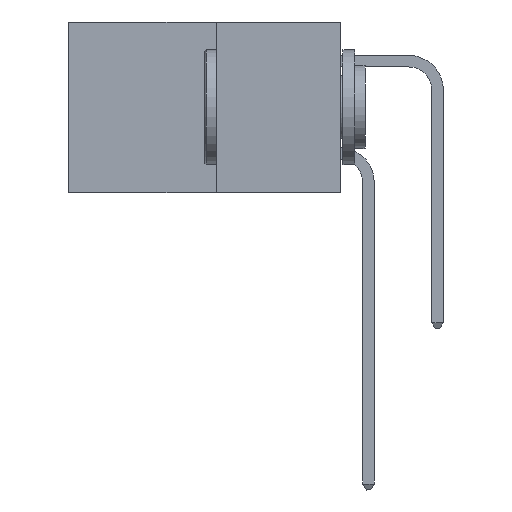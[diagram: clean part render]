
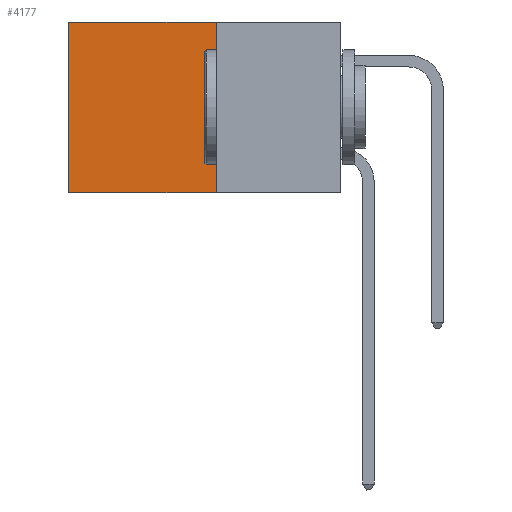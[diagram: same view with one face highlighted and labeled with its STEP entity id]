
A CAD part, left-side view. The second image highlights one B-rep face of the part: STEP entity #4177.
In plain terms, the highlighted planar face has unit normal (-1, 0, 0).
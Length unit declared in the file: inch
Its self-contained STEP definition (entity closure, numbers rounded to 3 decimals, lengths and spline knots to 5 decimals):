
#499 = CARTESIAN_POINT ( 'NONE',  ( 0.277, 0.27, -0.37 ) ) ;
#1000 = VERTEX_POINT ( 'NONE', #10949 ) ;
#1026 = CARTESIAN_POINT ( 'NONE',  ( 0.277, 0.59, -0.37 ) ) ;
#1776 = PLANE ( 'NONE',  #4140 ) ;
#2201 = FACE_OUTER_BOUND ( 'NONE', #5099, .T. ) ;
#2324 = ORIENTED_EDGE ( 'NONE', *, *, #9233, .T. ) ;
#2583 = LINE ( 'NONE', #17146, #6477 ) ;
#3223 = ORIENTED_EDGE ( 'NONE', *, *, #3364, .F. ) ;
#3347 = VECTOR ( 'NONE', #18520, 39.37008 ) ;
#3364 = EDGE_CURVE ( 'NONE', #1000, #8044, #11060, .T. ) ;
#3601 = VERTEX_POINT ( 'NONE', #4056 ) ;
#4056 = CARTESIAN_POINT ( 'NONE',  ( 0.277, 0.27, 0. ) ) ;
#4140 = AXIS2_PLACEMENT_3D ( 'NONE', #17612, #6183, #15256 ) ;
#4177 = ADVANCED_FACE ( 'NONE', ( #2201 ), #1776, .F. ) ;
#5099 = EDGE_LOOP ( 'NONE', ( #2324, #3223, #8697, #9542 ) ) ;
#6183 = DIRECTION ( 'NONE',  ( 1., 0., 0. ) ) ;
#6477 = VECTOR ( 'NONE', #8659, 39.37008 ) ;
#6643 = CARTESIAN_POINT ( 'NONE',  ( 0.277, 0.59, 0. ) ) ;
#6675 = VECTOR ( 'NONE', #9727, 39.37008 ) ;
#8044 = VERTEX_POINT ( 'NONE', #11986 ) ;
#8659 = DIRECTION ( 'NONE',  ( 0., 1., 0. ) ) ;
#8697 = ORIENTED_EDGE ( 'NONE', *, *, #13707, .F. ) ;
#9233 = EDGE_CURVE ( 'NONE', #17153, #8044, #10038, .T. ) ;
#9542 = ORIENTED_EDGE ( 'NONE', *, *, #16750, .T. ) ;
#9727 = DIRECTION ( 'NONE',  ( 0., 0., -1. ) ) ;
#10038 = LINE ( 'NONE', #1026, #6675 ) ;
#10949 = CARTESIAN_POINT ( 'NONE',  ( 0.277, 0.27, -0.37 ) ) ;
#11060 = LINE ( 'NONE', #14327, #3347 ) ;
#11986 = CARTESIAN_POINT ( 'NONE',  ( 0.277, 0.59, -0.37 ) ) ;
#13707 = EDGE_CURVE ( 'NONE', #3601, #1000, #14276, .T. ) ;
#13831 = VECTOR ( 'NONE', #16335, 39.37008 ) ;
#14276 = LINE ( 'NONE', #499, #13831 ) ;
#14327 = CARTESIAN_POINT ( 'NONE',  ( 0.277, 0.27, -0.37 ) ) ;
#15256 = DIRECTION ( 'NONE',  ( 0., 0., -1. ) ) ;
#16335 = DIRECTION ( 'NONE',  ( 0., 0., -1. ) ) ;
#16750 = EDGE_CURVE ( 'NONE', #3601, #17153, #2583, .T. ) ;
#17146 = CARTESIAN_POINT ( 'NONE',  ( 0.277, 0.27, 0. ) ) ;
#17153 = VERTEX_POINT ( 'NONE', #6643 ) ;
#17612 = CARTESIAN_POINT ( 'NONE',  ( 0.277, 0.27, -0.37 ) ) ;
#18520 = DIRECTION ( 'NONE',  ( 0., 1., 0. ) ) ;
